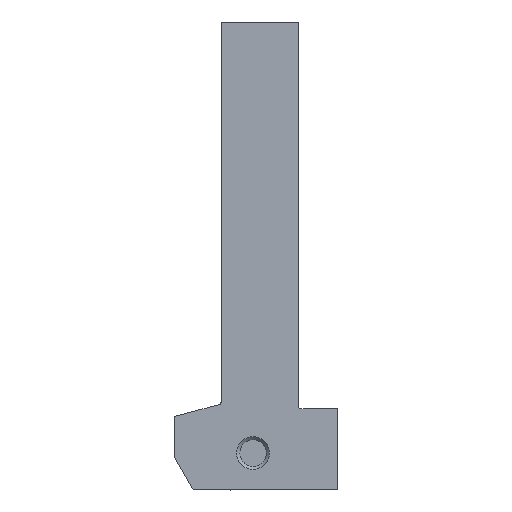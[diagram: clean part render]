
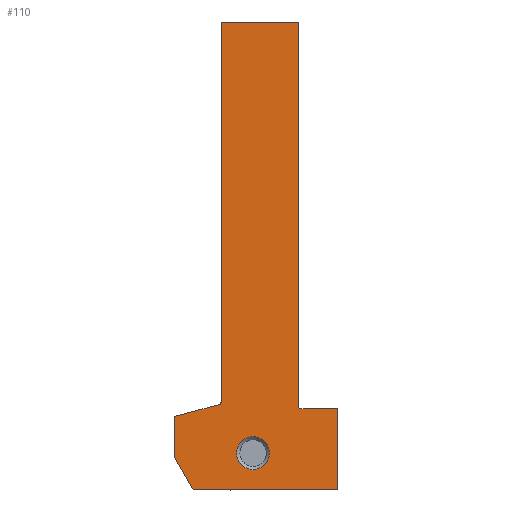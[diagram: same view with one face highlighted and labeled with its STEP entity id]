
A CAD part, left-side view. The second image highlights one B-rep face of the part: STEP entity #110.
In plain terms, the highlighted planar face has unit normal (-1, 0, 0).
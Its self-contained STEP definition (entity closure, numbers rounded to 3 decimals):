
#110=ADVANCED_FACE('',(#245,#246),#247,.T.);
#245=FACE_OUTER_BOUND('',#426,.T.);
#246=FACE_BOUND('',#427,.T.);
#247=PLANE('',#428);
#426=EDGE_LOOP('',(#651,#652,#653,#654,#655,#656,#657,#658,#659,#660,#661));
#427=EDGE_LOOP('',(#662));
#428=AXIS2_PLACEMENT_3D('',#663,#664,#665);
#651=ORIENTED_EDGE('',*,*,#1019,.F.);
#652=ORIENTED_EDGE('',*,*,#1020,.T.);
#653=ORIENTED_EDGE('',*,*,#1021,.T.);
#654=ORIENTED_EDGE('',*,*,#1022,.F.);
#655=ORIENTED_EDGE('',*,*,#1023,.T.);
#656=ORIENTED_EDGE('',*,*,#1024,.T.);
#657=ORIENTED_EDGE('',*,*,#1025,.T.);
#658=ORIENTED_EDGE('',*,*,#1026,.F.);
#659=ORIENTED_EDGE('',*,*,#1027,.T.);
#660=ORIENTED_EDGE('',*,*,#1028,.F.);
#661=ORIENTED_EDGE('',*,*,#1001,.F.);
#662=ORIENTED_EDGE('',*,*,#1029,.F.);
#663=CARTESIAN_POINT('',(0.,0.0,-152.4));
#664=DIRECTION('',(-1.0,0.,0.0));
#665=DIRECTION('',(0.,1.0,0.0));
#1001=EDGE_CURVE('',#1179,#1181,#1182,.T.);
#1019=EDGE_CURVE('',#1209,#1179,#1210,.T.);
#1020=EDGE_CURVE('',#1209,#1211,#1212,.T.);
#1021=EDGE_CURVE('',#1211,#1213,#1214,.T.);
#1022=EDGE_CURVE('',#1215,#1213,#1216,.T.);
#1023=EDGE_CURVE('',#1215,#1217,#1218,.T.);
#1024=EDGE_CURVE('',#1217,#1219,#1220,.T.);
#1025=EDGE_CURVE('',#1219,#1221,#1222,.T.);
#1026=EDGE_CURVE('',#1223,#1221,#1224,.T.);
#1027=EDGE_CURVE('',#1223,#1225,#1226,.T.);
#1028=EDGE_CURVE('',#1181,#1225,#1227,.T.);
#1029=EDGE_CURVE('',#1228,#1228,#1229,.T.);
#1179=VERTEX_POINT('',#1540);
#1181=VERTEX_POINT('',#1543);
#1182=LINE('',#1544,#1545);
#1209=VERTEX_POINT('',#1695);
#1210=LINE('',#1696,#1697);
#1211=VERTEX_POINT('',#1698);
#1212=LINE('',#1699,#1700);
#1213=VERTEX_POINT('',#1701);
#1214=LINE('',#1702,#1703);
#1215=VERTEX_POINT('',#1704);
#1216=CIRCLE('',#1705,0.8);
#1217=VERTEX_POINT('',#1706);
#1218=LINE('',#1707,#1708);
#1219=VERTEX_POINT('',#1709);
#1220=LINE('',#1710,#1711);
#1221=VERTEX_POINT('',#1712);
#1222=LINE('',#1713,#1714);
#1223=VERTEX_POINT('',#1715);
#1224=CIRCLE('',#1716,0.8);
#1225=VERTEX_POINT('',#1717);
#1226=LINE('',#1718,#1719);
#1227=LINE('',#1720,#1721);
#1228=VERTEX_POINT('',#1722);
#1229=CIRCLE('',#1723,5.354);
#1540=CARTESIAN_POINT('',(0.,34.35,-152.4));
#1543=CARTESIAN_POINT('',(0.,40.393,-141.933));
#1544=CARTESIAN_POINT('',(0.,25.763,-167.274));
#1545=VECTOR('',#2068,1.0);
#1695=CARTESIAN_POINT('',(0.,-12.7,-152.4));
#1696=CARTESIAN_POINT('',(0.,0.0,-152.4));
#1697=VECTOR('',#2079,1.0);
#1698=CARTESIAN_POINT('',(0.,-12.7,-126.0));
#1699=CARTESIAN_POINT('',(0.,-12.7,-152.4));
#1700=VECTOR('',#2080,1.0);
#1701=CARTESIAN_POINT('',(0.,-0.8,-126.0));
#1702=CARTESIAN_POINT('',(0.,-12.7,-126.0));
#1703=VECTOR('',#2081,1.0);
#1704=CARTESIAN_POINT('',(0.,0.0,-125.2));
#1705=AXIS2_PLACEMENT_3D('',#2082,#2083,#2084);
#1706=CARTESIAN_POINT('',(0.,0.,0.));
#1707=CARTESIAN_POINT('',(0.,0.0,-152.4));
#1708=VECTOR('',#2085,1.0);
#1709=CARTESIAN_POINT('',(0.,25.21,0.0));
#1710=CARTESIAN_POINT('',(0.,0.0,0.0));
#1711=VECTOR('',#2086,1.0);
#1712=CARTESIAN_POINT('',(0.,25.21,-123.771));
#1713=CARTESIAN_POINT('',(0.,25.21,0.0));
#1714=VECTOR('',#2087,1.0);
#1715=CARTESIAN_POINT('',(0.,25.802,-124.543));
#1716=AXIS2_PLACEMENT_3D('',#2088,#2089,#2090);
#1717=CARTESIAN_POINT('',(0.,40.393,-128.453));
#1718=CARTESIAN_POINT('',(0.,10.439,-120.427));
#1719=VECTOR('',#2091,1.0);
#1720=CARTESIAN_POINT('',(0.,40.393,-152.4));
#1721=VECTOR('',#2092,1.0);
#1722=CARTESIAN_POINT('',(0.,20.154,-140.4));
#1723=AXIS2_PLACEMENT_3D('',#2093,#2094,#2095);
#2068=DIRECTION('',(0.,0.5,0.866));
#2079=DIRECTION('',(0.,1.0,0.0));
#2080=DIRECTION('',(0.0,0.0,1.0));
#2081=DIRECTION('',(0.0,1.0,0.0));
#2082=CARTESIAN_POINT('',(0.,-0.8,-125.2));
#2083=DIRECTION('',(-1.0,0.,0.0));
#2084=DIRECTION('',(0.,1.0,0.0));
#2085=DIRECTION('',(0.0,0.0,1.0));
#2086=DIRECTION('',(0.,1.0,0.0));
#2087=DIRECTION('',(0.0,0.0,-1.0));
#2088=CARTESIAN_POINT('',(0.0,26.01,-123.771));
#2089=DIRECTION('',(-1.0,0.,0.0));
#2090=DIRECTION('',(0.,1.0,0.0));
#2091=DIRECTION('',(0.,0.966,-0.259));
#2092=DIRECTION('',(0.0,0.0,1.0));
#2093=CARTESIAN_POINT('',(0.,14.8,-140.4));
#2094=DIRECTION('',(-1.0,0.,0.0));
#2095=DIRECTION('',(0.,1.0,0.0));
